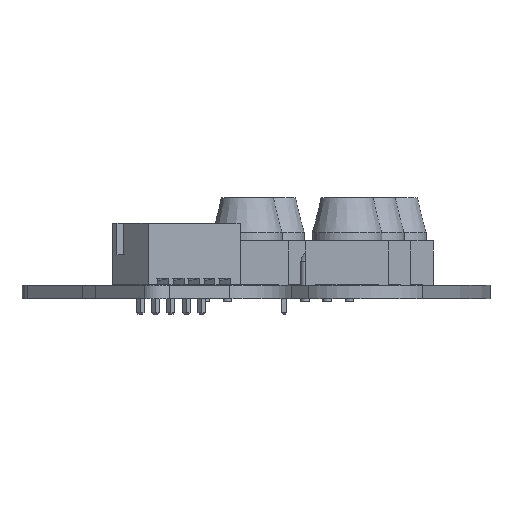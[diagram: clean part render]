
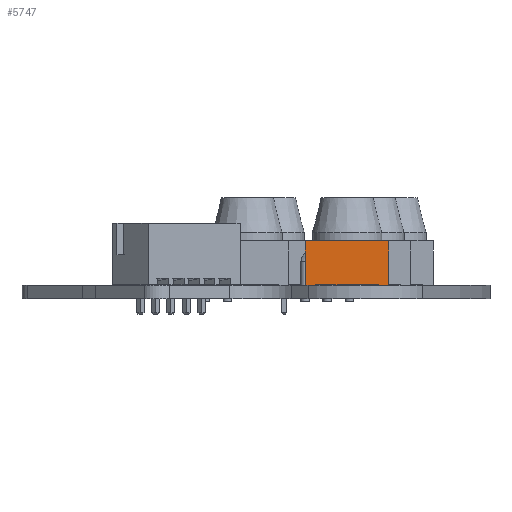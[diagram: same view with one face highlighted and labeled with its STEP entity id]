
A CAD part, left-side view. The second image highlights one B-rep face of the part: STEP entity #5747.
In plain terms, the highlighted face is planar.
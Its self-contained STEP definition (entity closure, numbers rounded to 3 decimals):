
#1828 = PLANE('',#1829);
#1829 = AXIS2_PLACEMENT_3D('',#1830,#1831,#1832);
#1830 = CARTESIAN_POINT('',(-2.448,0.,4.275));
#1831 = DIRECTION('',(0.,1.,0.));
#1832 = DIRECTION('',(1.,0.,0.));
#2585 = PLANE('',#2586);
#2586 = AXIS2_PLACEMENT_3D('',#2587,#2588,#2589);
#2587 = CARTESIAN_POINT('',(0.,5.,0.));
#2588 = DIRECTION('',(0.,1.,0.));
#2589 = DIRECTION('',(0.,0.,1.));
#4098 = VERTEX_POINT('',#4099);
#4099 = CARTESIAN_POINT('',(4.775,0.,3.575));
#4113 = PLANE('',#4114);
#4114 = AXIS2_PLACEMENT_3D('',#4115,#4116,#4117);
#4115 = CARTESIAN_POINT('',(4.775,0.,3.575));
#4116 = DIRECTION('',(0.,0.,1.));
#4117 = DIRECTION('',(-1.,0.,0.));
#4125 = EDGE_CURVE('',#4126,#4098,#4128,.T.);
#4126 = VERTEX_POINT('',#4127);
#4127 = CARTESIAN_POINT('',(4.775,0.,-3.575));
#4128 = SURFACE_CURVE('',#4129,(#4133,#4140),.PCURVE_S1.);
#4129 = LINE('',#4130,#4131);
#4130 = CARTESIAN_POINT('',(4.775,0.,-4.775));
#4131 = VECTOR('',#4132,1.);
#4132 = DIRECTION('',(0.,0.,1.));
#4133 = PCURVE('',#1828,#4134);
#4134 = DEFINITIONAL_REPRESENTATION('',(#4135),#4139);
#4135 = LINE('',#4136,#4137);
#4136 = CARTESIAN_POINT('',(7.223,9.05));
#4137 = VECTOR('',#4138,1.);
#4138 = DIRECTION('',(0.,-1.));
#4139 = ( GEOMETRIC_REPRESENTATION_CONTEXT(2) 
PARAMETRIC_REPRESENTATION_CONTEXT() REPRESENTATION_CONTEXT('2D SPACE',''
  ) );
#4140 = PCURVE('',#4141,#4146);
#4141 = PLANE('',#4142);
#4142 = AXIS2_PLACEMENT_3D('',#4143,#4144,#4145);
#4143 = CARTESIAN_POINT('',(4.775,0.,4.775));
#4144 = DIRECTION('',(1.,0.,0.));
#4145 = DIRECTION('',(0.,0.,-1.));
#4146 = DEFINITIONAL_REPRESENTATION('',(#4147),#4151);
#4147 = LINE('',#4148,#4149);
#4148 = CARTESIAN_POINT('',(9.55,0.));
#4149 = VECTOR('',#4150,1.);
#4150 = DIRECTION('',(-1.,0.));
#4151 = ( GEOMETRIC_REPRESENTATION_CONTEXT(2) 
PARAMETRIC_REPRESENTATION_CONTEXT() REPRESENTATION_CONTEXT('2D SPACE',''
  ) );
#4169 = PLANE('',#4170);
#4170 = AXIS2_PLACEMENT_3D('',#4171,#4172,#4173);
#4171 = CARTESIAN_POINT('',(4.775,0.,-3.575));
#4172 = DIRECTION('',(0.,0.,1.));
#4173 = DIRECTION('',(-1.,0.,0.));
#4225 = PLANE('',#4226);
#4226 = AXIS2_PLACEMENT_3D('',#4227,#4228,#4229);
#4227 = CARTESIAN_POINT('',(4.775,0.,-4.775));
#4228 = DIRECTION('',(0.,0.,-1.));
#4229 = DIRECTION('',(-1.,0.,0.));
#4565 = VERTEX_POINT('',#4566);
#4566 = CARTESIAN_POINT('',(4.775,5.,4.775));
#4580 = PLANE('',#4581);
#4581 = AXIS2_PLACEMENT_3D('',#4582,#4583,#4584);
#4582 = CARTESIAN_POINT('',(-4.775,0.,4.775));
#4583 = DIRECTION('',(0.,0.,1.));
#4584 = DIRECTION('',(1.,0.,0.));
#4592 = EDGE_CURVE('',#4565,#4593,#4595,.T.);
#4593 = VERTEX_POINT('',#4594);
#4594 = CARTESIAN_POINT('',(4.775,5.,-4.775));
#4595 = SURFACE_CURVE('',#4596,(#4600,#4607),.PCURVE_S1.);
#4596 = LINE('',#4597,#4598);
#4597 = CARTESIAN_POINT('',(4.775,5.,-4.775));
#4598 = VECTOR('',#4599,1.);
#4599 = DIRECTION('',(0.,0.,-1.));
#4600 = PCURVE('',#2585,#4601);
#4601 = DEFINITIONAL_REPRESENTATION('',(#4602),#4606);
#4602 = LINE('',#4603,#4604);
#4603 = CARTESIAN_POINT('',(-4.775,4.775));
#4604 = VECTOR('',#4605,1.);
#4605 = DIRECTION('',(-1.,0.));
#4606 = ( GEOMETRIC_REPRESENTATION_CONTEXT(2) 
PARAMETRIC_REPRESENTATION_CONTEXT() REPRESENTATION_CONTEXT('2D SPACE',''
  ) );
#4607 = PCURVE('',#4141,#4608);
#4608 = DEFINITIONAL_REPRESENTATION('',(#4609),#4613);
#4609 = LINE('',#4610,#4611);
#4610 = CARTESIAN_POINT('',(9.55,5.));
#4611 = VECTOR('',#4612,1.);
#4612 = DIRECTION('',(1.,0.));
#4613 = ( GEOMETRIC_REPRESENTATION_CONTEXT(2) 
PARAMETRIC_REPRESENTATION_CONTEXT() REPRESENTATION_CONTEXT('2D SPACE',''
  ) );
#4749 = VERTEX_POINT('',#4750);
#4750 = CARTESIAN_POINT('',(4.775,-0.3,4.775));
#4764 = PLANE('',#4765);
#4765 = AXIS2_PLACEMENT_3D('',#4766,#4767,#4768);
#4766 = CARTESIAN_POINT('',(4.475,-0.3,4.175));
#4767 = DIRECTION('',(0.,1.,0.));
#4768 = DIRECTION('',(0.,0.,-1.));
#4776 = EDGE_CURVE('',#4749,#4565,#4777,.T.);
#4777 = SURFACE_CURVE('',#4778,(#4782,#4789),.PCURVE_S1.);
#4778 = LINE('',#4779,#4780);
#4779 = CARTESIAN_POINT('',(4.775,0.,4.775));
#4780 = VECTOR('',#4781,1.);
#4781 = DIRECTION('',(0.,1.,0.));
#4782 = PCURVE('',#4580,#4783);
#4783 = DEFINITIONAL_REPRESENTATION('',(#4784),#4788);
#4784 = LINE('',#4785,#4786);
#4785 = CARTESIAN_POINT('',(9.55,0.));
#4786 = VECTOR('',#4787,1.);
#4787 = DIRECTION('',(0.,1.));
#4788 = ( GEOMETRIC_REPRESENTATION_CONTEXT(2) 
PARAMETRIC_REPRESENTATION_CONTEXT() REPRESENTATION_CONTEXT('2D SPACE',''
  ) );
#4789 = PCURVE('',#4141,#4790);
#4790 = DEFINITIONAL_REPRESENTATION('',(#4791),#4795);
#4791 = LINE('',#4792,#4793);
#4792 = CARTESIAN_POINT('',(0.,0.));
#4793 = VECTOR('',#4794,1.);
#4794 = DIRECTION('',(0.,1.));
#4795 = ( GEOMETRIC_REPRESENTATION_CONTEXT(2) 
PARAMETRIC_REPRESENTATION_CONTEXT() REPRESENTATION_CONTEXT('2D SPACE',''
  ) );
#4841 = PLANE('',#4842);
#4842 = AXIS2_PLACEMENT_3D('',#4843,#4844,#4845);
#4843 = CARTESIAN_POINT('',(4.475,-0.3,-4.175));
#4844 = DIRECTION('',(0.,-1.,0.));
#4845 = DIRECTION('',(0.,0.,1.));
#4880 = VERTEX_POINT('',#4881);
#4881 = CARTESIAN_POINT('',(4.775,-0.3,-3.575));
#4902 = EDGE_CURVE('',#4126,#4880,#4903,.T.);
#4903 = SURFACE_CURVE('',#4904,(#4908,#4915),.PCURVE_S1.);
#4904 = LINE('',#4905,#4906);
#4905 = CARTESIAN_POINT('',(4.775,0.,-3.575));
#4906 = VECTOR('',#4907,1.);
#4907 = DIRECTION('',(0.,-1.,0.));
#4908 = PCURVE('',#4169,#4909);
#4909 = DEFINITIONAL_REPRESENTATION('',(#4910),#4914);
#4910 = LINE('',#4911,#4912);
#4911 = CARTESIAN_POINT('',(0.,0.));
#4912 = VECTOR('',#4913,1.);
#4913 = DIRECTION('',(0.,1.));
#4914 = ( GEOMETRIC_REPRESENTATION_CONTEXT(2) 
PARAMETRIC_REPRESENTATION_CONTEXT() REPRESENTATION_CONTEXT('2D SPACE',''
  ) );
#4915 = PCURVE('',#4141,#4916);
#4916 = DEFINITIONAL_REPRESENTATION('',(#4917),#4921);
#4917 = LINE('',#4918,#4919);
#4918 = CARTESIAN_POINT('',(8.35,0.));
#4919 = VECTOR('',#4920,1.);
#4920 = DIRECTION('',(0.,-1.));
#4921 = ( GEOMETRIC_REPRESENTATION_CONTEXT(2) 
PARAMETRIC_REPRESENTATION_CONTEXT() REPRESENTATION_CONTEXT('2D SPACE',''
  ) );
#4929 = VERTEX_POINT('',#4930);
#4930 = CARTESIAN_POINT('',(4.775,-0.3,-4.775));
#4951 = EDGE_CURVE('',#4929,#4880,#4952,.T.);
#4952 = SURFACE_CURVE('',#4953,(#4957,#4964),.PCURVE_S1.);
#4953 = LINE('',#4954,#4955);
#4954 = CARTESIAN_POINT('',(4.775,-0.3,-3.575));
#4955 = VECTOR('',#4956,1.);
#4956 = DIRECTION('',(0.,0.,1.));
#4957 = PCURVE('',#4841,#4958);
#4958 = DEFINITIONAL_REPRESENTATION('',(#4959),#4963);
#4959 = LINE('',#4960,#4961);
#4960 = CARTESIAN_POINT('',(0.6,-0.3));
#4961 = VECTOR('',#4962,1.);
#4962 = DIRECTION('',(1.,0.));
#4963 = ( GEOMETRIC_REPRESENTATION_CONTEXT(2) 
PARAMETRIC_REPRESENTATION_CONTEXT() REPRESENTATION_CONTEXT('2D SPACE',''
  ) );
#4964 = PCURVE('',#4141,#4965);
#4965 = DEFINITIONAL_REPRESENTATION('',(#4966),#4970);
#4966 = LINE('',#4967,#4968);
#4967 = CARTESIAN_POINT('',(8.35,-0.3));
#4968 = VECTOR('',#4969,1.);
#4969 = DIRECTION('',(-1.,0.));
#4970 = ( GEOMETRIC_REPRESENTATION_CONTEXT(2) 
PARAMETRIC_REPRESENTATION_CONTEXT() REPRESENTATION_CONTEXT('2D SPACE',''
  ) );
#5202 = VERTEX_POINT('',#5203);
#5203 = CARTESIAN_POINT('',(4.775,-0.3,3.575));
#5224 = EDGE_CURVE('',#4098,#5202,#5225,.T.);
#5225 = SURFACE_CURVE('',#5226,(#5230,#5237),.PCURVE_S1.);
#5226 = LINE('',#5227,#5228);
#5227 = CARTESIAN_POINT('',(4.775,0.,3.575));
#5228 = VECTOR('',#5229,1.);
#5229 = DIRECTION('',(0.,-1.,0.));
#5230 = PCURVE('',#4113,#5231);
#5231 = DEFINITIONAL_REPRESENTATION('',(#5232),#5236);
#5232 = LINE('',#5233,#5234);
#5233 = CARTESIAN_POINT('',(0.,0.));
#5234 = VECTOR('',#5235,1.);
#5235 = DIRECTION('',(0.,1.));
#5236 = ( GEOMETRIC_REPRESENTATION_CONTEXT(2) 
PARAMETRIC_REPRESENTATION_CONTEXT() REPRESENTATION_CONTEXT('2D SPACE',''
  ) );
#5237 = PCURVE('',#4141,#5238);
#5238 = DEFINITIONAL_REPRESENTATION('',(#5239),#5243);
#5239 = LINE('',#5240,#5241);
#5240 = CARTESIAN_POINT('',(1.2,0.));
#5241 = VECTOR('',#5242,1.);
#5242 = DIRECTION('',(0.,-1.));
#5243 = ( GEOMETRIC_REPRESENTATION_CONTEXT(2) 
PARAMETRIC_REPRESENTATION_CONTEXT() REPRESENTATION_CONTEXT('2D SPACE',''
  ) );
#5250 = EDGE_CURVE('',#4749,#5202,#5251,.T.);
#5251 = SURFACE_CURVE('',#5252,(#5256,#5263),.PCURVE_S1.);
#5252 = LINE('',#5253,#5254);
#5253 = CARTESIAN_POINT('',(4.775,-0.3,3.575));
#5254 = VECTOR('',#5255,1.);
#5255 = DIRECTION('',(0.,0.,-1.));
#5256 = PCURVE('',#4764,#5257);
#5257 = DEFINITIONAL_REPRESENTATION('',(#5258),#5262);
#5258 = LINE('',#5259,#5260);
#5259 = CARTESIAN_POINT('',(0.6,-0.3));
#5260 = VECTOR('',#5261,1.);
#5261 = DIRECTION('',(1.,0.));
#5262 = ( GEOMETRIC_REPRESENTATION_CONTEXT(2) 
PARAMETRIC_REPRESENTATION_CONTEXT() REPRESENTATION_CONTEXT('2D SPACE',''
  ) );
#5263 = PCURVE('',#4141,#5264);
#5264 = DEFINITIONAL_REPRESENTATION('',(#5265),#5269);
#5265 = LINE('',#5266,#5267);
#5266 = CARTESIAN_POINT('',(1.2,-0.3));
#5267 = VECTOR('',#5268,1.);
#5268 = DIRECTION('',(1.,0.));
#5269 = ( GEOMETRIC_REPRESENTATION_CONTEXT(2) 
PARAMETRIC_REPRESENTATION_CONTEXT() REPRESENTATION_CONTEXT('2D SPACE',''
  ) );
#5722 = EDGE_CURVE('',#4929,#4593,#5723,.T.);
#5723 = SURFACE_CURVE('',#5724,(#5728,#5735),.PCURVE_S1.);
#5724 = LINE('',#5725,#5726);
#5725 = CARTESIAN_POINT('',(4.775,0.,-4.775));
#5726 = VECTOR('',#5727,1.);
#5727 = DIRECTION('',(0.,1.,0.));
#5728 = PCURVE('',#4225,#5729);
#5729 = DEFINITIONAL_REPRESENTATION('',(#5730),#5734);
#5730 = LINE('',#5731,#5732);
#5731 = CARTESIAN_POINT('',(0.,0.));
#5732 = VECTOR('',#5733,1.);
#5733 = DIRECTION('',(0.,1.));
#5734 = ( GEOMETRIC_REPRESENTATION_CONTEXT(2) 
PARAMETRIC_REPRESENTATION_CONTEXT() REPRESENTATION_CONTEXT('2D SPACE',''
  ) );
#5735 = PCURVE('',#4141,#5736);
#5736 = DEFINITIONAL_REPRESENTATION('',(#5737),#5741);
#5737 = LINE('',#5738,#5739);
#5738 = CARTESIAN_POINT('',(9.55,0.));
#5739 = VECTOR('',#5740,1.);
#5740 = DIRECTION('',(0.,1.));
#5741 = ( GEOMETRIC_REPRESENTATION_CONTEXT(2) 
PARAMETRIC_REPRESENTATION_CONTEXT() REPRESENTATION_CONTEXT('2D SPACE',''
  ) );
#5747 = ADVANCED_FACE('',(#5748),#4141,.T.);
#5748 = FACE_BOUND('',#5749,.T.);
#5749 = EDGE_LOOP('',(#5750,#5751,#5752,#5753,#5754,#5755,#5756,#5757));
#5750 = ORIENTED_EDGE('',*,*,#5722,.T.);
#5751 = ORIENTED_EDGE('',*,*,#4592,.F.);
#5752 = ORIENTED_EDGE('',*,*,#4776,.F.);
#5753 = ORIENTED_EDGE('',*,*,#5250,.T.);
#5754 = ORIENTED_EDGE('',*,*,#5224,.F.);
#5755 = ORIENTED_EDGE('',*,*,#4125,.F.);
#5756 = ORIENTED_EDGE('',*,*,#4902,.T.);
#5757 = ORIENTED_EDGE('',*,*,#4951,.F.);
